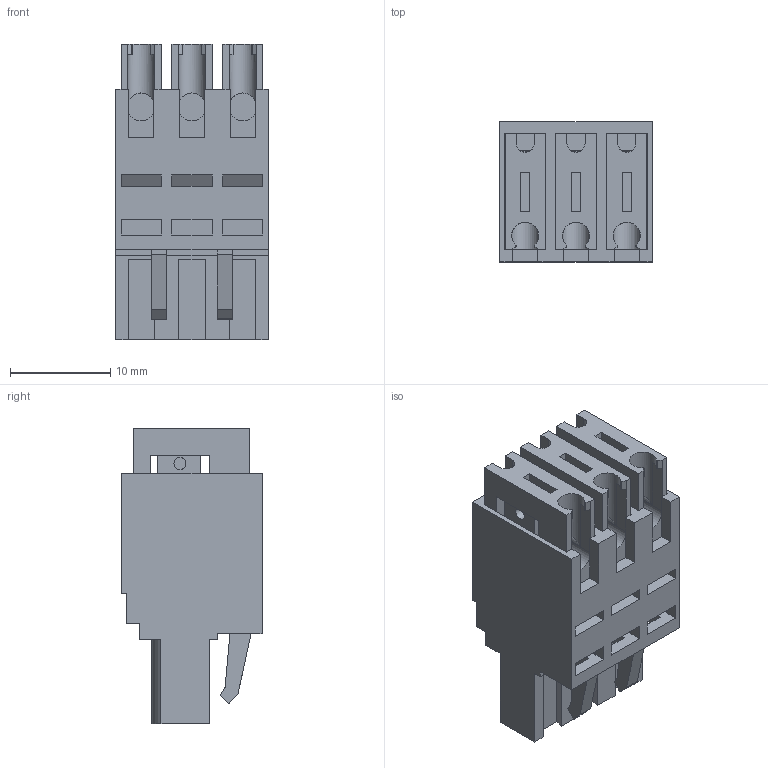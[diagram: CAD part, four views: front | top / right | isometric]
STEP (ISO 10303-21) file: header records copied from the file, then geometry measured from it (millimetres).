
FILE_DESCRIPTION( ( 'Unknown' ), '1' );
FILE_NAME( '691358710003.stp', 'Unknown', ( 'Unknown' ), ( 'Unknown' ), 'PSStep 18.0.17', 'Unknown', ' ' );
FILE_SCHEMA( ( 'AUTOMOTIVE_DESIGN { 1 0 10303 214 1 1 1 1 }' ) );
Length unit declared in the file: millimetre
Products named in the file (4): Assem1; 6913587100xx; 691(358710)(359740)0xx_Actuator; 691358710003
Assembly tree (7 placements, depth 2):
  Assem1
    6913587100xx  x3
    691(358710)(359740)0xx_Actuator  x3
    691358710003
Bounding box: 15.24 x 14 x 29.5 mm (x, y, z)
Volume: 2701.2 mm3; surface area: 7203 mm2
Topology: 4 solids, 7 shells, 961 faces, 2749 edges, 1795 vertices
Faces by surface type: plane 673, cylinder 261, bspline 12, torus 12, cone 3
Full cylindrical faces by diameter (mm): 1.2 x3, 1.5 x3, 2.9 x3
Entity records: 20877 total; most frequent: CARTESIAN_POINT 4027, ORIENTED_EDGE 2760, DIRECTION 2555, EDGE_CURVE 1380, LINE 1155, VECTOR 1155, VERTEX_POINT 912, AXIS2_PLACEMENT_3D 700
